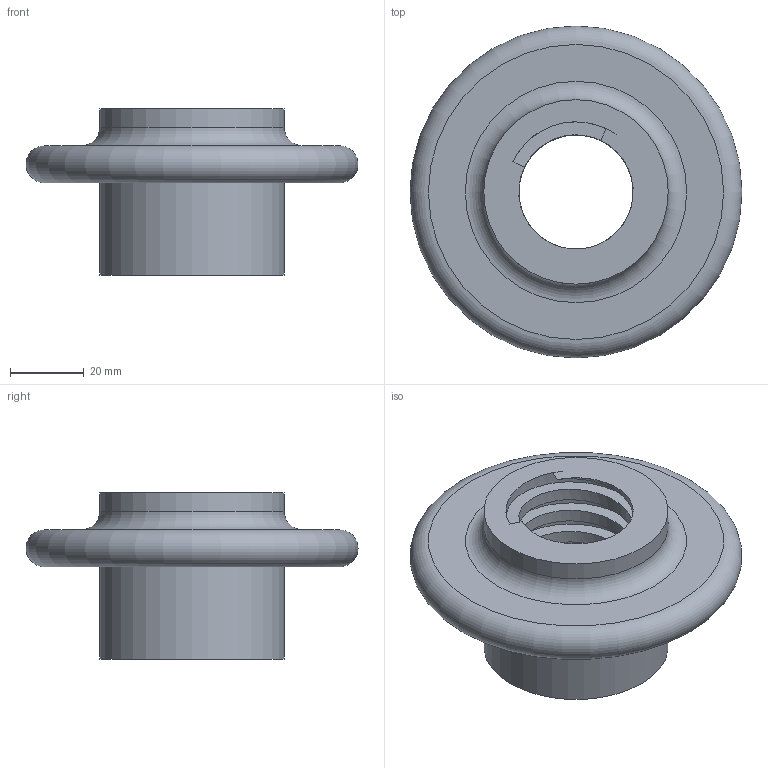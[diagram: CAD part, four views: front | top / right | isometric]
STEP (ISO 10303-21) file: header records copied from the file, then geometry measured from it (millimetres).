
FILE_DESCRIPTION(/* description */ ('STEP AP242','CAx-IF Rec.Pracs.---Representation and Presentation of Product Manufacturing Information (PMI)---4.0---2014-10-13','CAx-IF Rec.Pracs.---3D Tessellated Geometry---0.4---2014-09-14','2;1'),/* implementation_level */ '2;1');
FILE_NAME(/* name */ '658418e46817f17ceef547ec',/* time_stamp */ '2023-12-21T10:52:21Z',/* author */ (''),/* organization */ (''),/* preprocessor_version */ 'ST-DEVELOPER v19.4',/* originating_system */ ' ',/* authorisation */ ' ');
FILE_SCHEMA (('AP242_MANAGED_MODEL_BASED_3D_ENGINEERING_MIM_LF { 1 0 10303 442 1 1 4 }'));
Length unit declared in the file: metre
Products named in the file (2): Curve 1; Part 1
Bounding box: 89.99 x 89.99 x 45 mm (x, y, z)
Volume: 87267.5 mm3; surface area: 27476 mm2
Topology: 1 solids, 1 shells, 14 faces, 30 edges, 21 vertices
Faces by surface type: plane 6, cylinder 3, bspline 3, torus 2
Full cylindrical faces by diameter (mm): 50 x2
Entity records: 2028 total; most frequent: CARTESIAN_POINT 1708, DIRECTION 52, ORIENTED_EDGE 50, EDGE_CURVE 25, EDGE_LOOP 22, FACE_BOUND 22, AXIS2_PLACEMENT_3D 22, VERTEX_POINT 19
